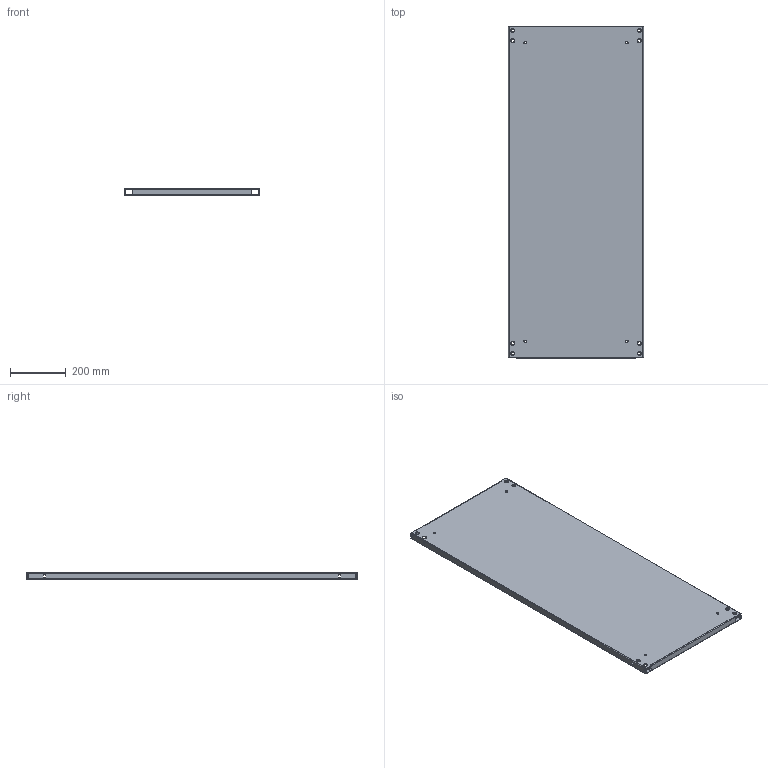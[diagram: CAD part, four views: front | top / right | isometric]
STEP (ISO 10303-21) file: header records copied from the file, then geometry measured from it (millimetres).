
FILE_DESCRIPTION (( 'STEP AP203' ), '1' );
FILE_NAME ('QB07C109.step', '2011-02-17T14:48:20', ( 'User' ), ( 'DKC' ), 'SwSTEP 2.0', 'SolidWorks 2010', '' );
FILE_SCHEMA (( 'CONFIG_CONTROL_DESIGN' ));
Length unit declared in the file: millimetre
Products named in the file (1): QB07C109
Bounding box: 486 x 1195.02 x 25 mm (x, y, z)
Volume: 1777673.4 mm3; surface area: 1433844.9 mm2
Topology: 1 solids, 1 shells, 166 faces, 432 edges, 268 vertices
Faces by surface type: plane 94, cylinder 72
Entity records: 5233 total; most frequent: DIRECTION 914, CARTESIAN_POINT 867, ORIENTED_EDGE 864, EDGE_CURVE 432, AXIS2_PLACEMENT_3D 315, VECTOR 284, LINE 284, VERTEX_POINT 268
